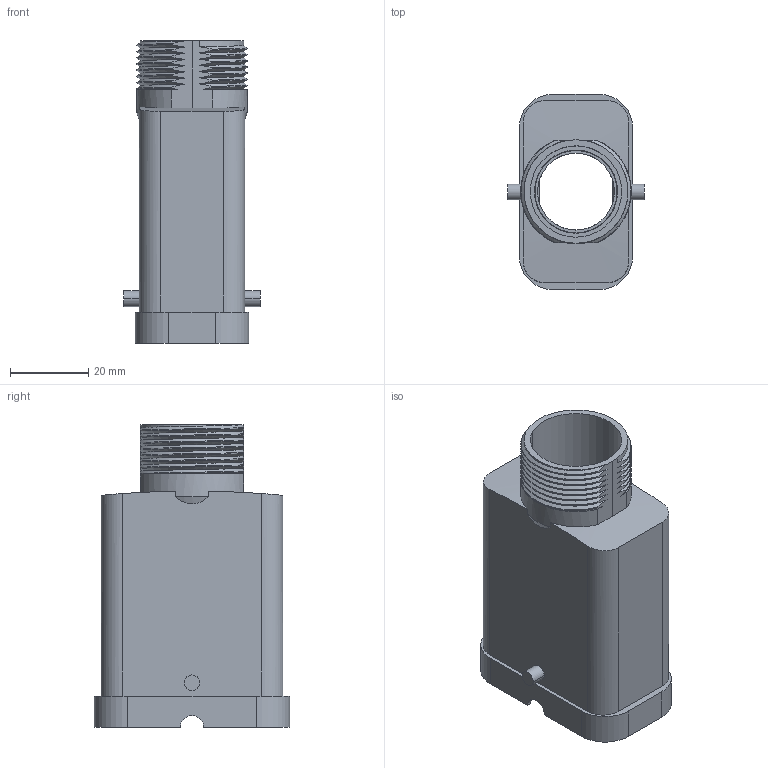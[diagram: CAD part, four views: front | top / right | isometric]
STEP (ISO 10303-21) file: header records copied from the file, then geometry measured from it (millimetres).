
FILE_DESCRIPTION(('CATIA V5 STEP','CAx-IF Rec.Pracs.--- Model Styling and Organization---1.2---2011-12-15'),'2;1');
FILE_NAME ('13410239_2', '2018-08-08T06:59:15+00:00', ('none'), ('Weidmueller'), 'CATIA Version 5-6 Release 2014 SP4 HF52', 'CATIA V5 STEP AP214', 'none');
FILE_SCHEMA(('AUTOMOTIVE_DESIGN { 1 0 10303 214 1 1 1 1 }'));
Length unit declared in the file: millimetre
Products named in the file (1): 1003080000
Bounding box: 35 x 50 x 77.5 mm (x, y, z)
Volume: 30404.3 mm3; surface area: 25290.5 mm2
Topology: 1 solids, 1 shells, 280 faces, 796 edges, 524 vertices
Faces by surface type: plane 137, cylinder 91, bspline 46, torus 4, cone 2
Entity records: 11711 total; most frequent: CARTESIAN_POINT 5356, ORIENTED_EDGE 1592, DIRECTION 850, EDGE_CURVE 796, VERTEX_POINT 524, VECTOR 420, LINE 420, EDGE_LOOP 296
